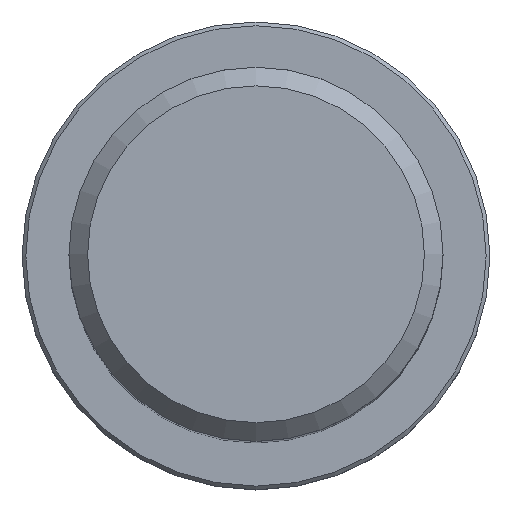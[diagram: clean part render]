
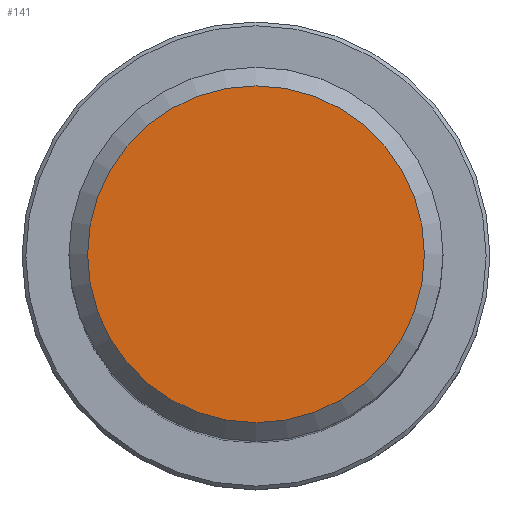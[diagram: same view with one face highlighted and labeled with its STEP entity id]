
A CAD part, top view. The second image highlights one B-rep face of the part: STEP entity #141.
In plain terms, the highlighted planar face has unit normal (0, 0, 1).
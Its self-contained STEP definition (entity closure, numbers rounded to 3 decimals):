
#135=PLANE('',#383);
#138=FACE_OUTER_BOUND('',#240,.T.);
#141=ADVANCED_FACE('',(#138),#135,.F.);
#171=CIRCLE('',#382,9.);
#240=EDGE_LOOP('',(#286));
#286=ORIENTED_EDGE('',*,*,#357,.T.);
#332=VERTEX_POINT('',#541);
#357=EDGE_CURVE('',#332,#332,#171,.T.);
#382=AXIS2_PLACEMENT_3D('',#540,#431,#432);
#383=AXIS2_PLACEMENT_3D('',#542,#433,#434);
#431=DIRECTION('',(0.,0.,1.));
#432=DIRECTION('',(0.,1.,0.));
#433=DIRECTION('',(0.,0.,-1.));
#434=DIRECTION('',(0.,-1.,0.));
#540=CARTESIAN_POINT('',(0.,0.,50.));
#541=CARTESIAN_POINT('',(0.,9.,50.));
#542=CARTESIAN_POINT('',(-9.,0.,50.));
